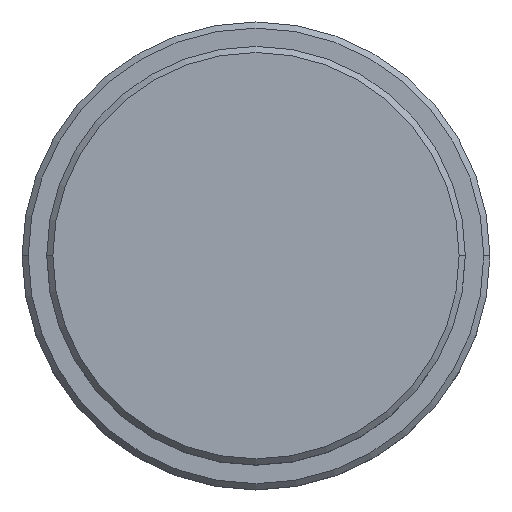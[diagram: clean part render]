
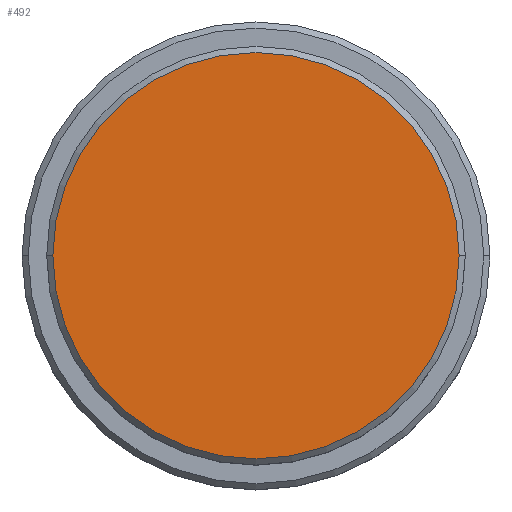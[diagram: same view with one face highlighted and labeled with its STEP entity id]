
A CAD part, top view. The second image highlights one B-rep face of the part: STEP entity #492.
In plain terms, the highlighted planar face has unit normal (0, 0, 1).
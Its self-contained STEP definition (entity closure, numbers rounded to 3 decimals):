
#178 = DIRECTION ( 'NONE',  ( 1., 0., 0. ) ) ;
#206 = AXIS2_PLACEMENT_3D ( 'NONE', #1274, #417, #1209 ) ;
#222 = DIRECTION ( 'NONE',  ( 0., 0., 1. ) ) ;
#325 = VERTEX_POINT ( 'NONE', #815 ) ;
#383 = AXIS2_PLACEMENT_3D ( 'NONE', #866, #222, #448 ) ;
#387 = ORIENTED_EDGE ( 'NONE', *, *, #507, .T. ) ;
#417 = DIRECTION ( 'NONE',  ( 0., 0., 1. ) ) ;
#448 = DIRECTION ( 'NONE',  ( 1., 0., 0. ) ) ;
#492 = ADVANCED_FACE ( 'NONE', ( #1067 ), #847, .T. ) ;
#507 = EDGE_CURVE ( 'NONE', #325, #1161, #1103, .T. ) ;
#517 = EDGE_LOOP ( 'NONE', ( #1416, #387 ) ) ;
#599 = AXIS2_PLACEMENT_3D ( 'NONE', #1287, #717, #178 ) ;
#664 = CIRCLE ( 'NONE', #383, 16.5 ) ;
#717 = DIRECTION ( 'NONE',  ( 0., 0., 1. ) ) ;
#815 = CARTESIAN_POINT ( 'NONE',  ( 16.5, 0., 0. ) ) ;
#820 = EDGE_CURVE ( 'NONE', #1161, #325, #664, .T. ) ;
#832 = CARTESIAN_POINT ( 'NONE',  ( -16.5, 0., 0. ) ) ;
#847 = PLANE ( 'NONE',  #599 ) ;
#866 = CARTESIAN_POINT ( 'NONE',  ( 0., 0., 0. ) ) ;
#1067 = FACE_OUTER_BOUND ( 'NONE', #517, .T. ) ;
#1103 = CIRCLE ( 'NONE', #206, 16.5 ) ;
#1161 = VERTEX_POINT ( 'NONE', #832 ) ;
#1209 = DIRECTION ( 'NONE',  ( 1., 0., 0. ) ) ;
#1274 = CARTESIAN_POINT ( 'NONE',  ( 0., 0., 0. ) ) ;
#1287 = CARTESIAN_POINT ( 'NONE',  ( 0., 0., 0. ) ) ;
#1416 = ORIENTED_EDGE ( 'NONE', *, *, #820, .T. ) ;
